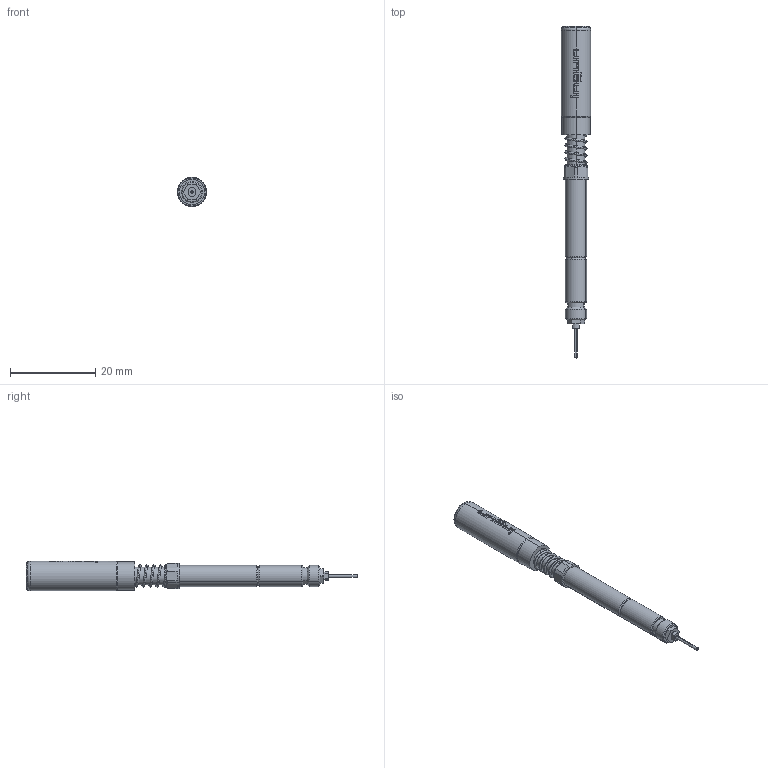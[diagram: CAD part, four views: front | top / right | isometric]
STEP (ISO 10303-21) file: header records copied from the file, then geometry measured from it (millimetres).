
FILE_DESCRIPTION (( 'STEP AP203' ), '1' );
FILE_NAME ('INGUN_VKR-672_400_090_S_xxx04_M-VZ.STEP', '2025-08-20T12:18:37', ( '' ), ( '' ), 'SwSTEP 2.0', 'SolidWorks 2023', '' );
FILE_SCHEMA (( 'CONFIG_CONTROL_DESIGN' ));
Length unit declared in the file: millimetre
Products named in the file (1): INGUN_VKR-672_400_090_S_xxx04_M-VZ
Bounding box: 6.9 x 78 x 6.9 mm (x, y, z)
Volume: 1568.6 mm3; surface area: 2404.4 mm2
Topology: 1 solids, 1 shells, 280 faces, 725 edges, 459 vertices
Faces by surface type: plane 96, cylinder 75, cone 43, torus 42, bspline 24
Entity records: 10485 total; most frequent: CARTESIAN_POINT 3742, ORIENTED_EDGE 1450, DIRECTION 1361, EDGE_CURVE 725, AXIS2_PLACEMENT_3D 566, VERTEX_POINT 459, CIRCLE 309, EDGE_LOOP 296
